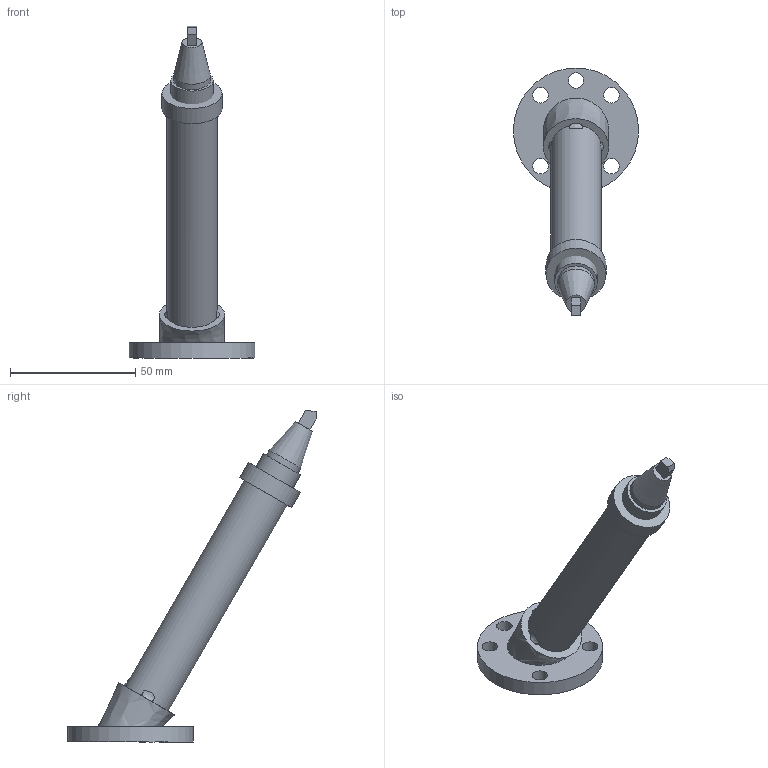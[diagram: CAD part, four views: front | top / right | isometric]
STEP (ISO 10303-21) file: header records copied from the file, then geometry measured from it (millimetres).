
FILE_DESCRIPTION(/* description */ (''),/* implementation_level */ '2;1');
FILE_NAME(/* name */ 'HerramientaMarcador.step',/* time_stamp */ '2023-03-02T21:11:04-05:00',/* author */ (''),/* organization */ (''),/* preprocessor_version */ 'ST-DEVELOPER v19.2',/* originating_system */ 'Autodesk Translation Framework v11.17.0.187',/* authorisation */ '');
FILE_SCHEMA (('AUTOMOTIVE_DESIGN { 1 0 10303 214 3 1 1 }'));
Length unit declared in the file: millimetre
Products named in the file (5): Modelo; Component1; Component2; Component3; marcador
Assembly tree (4 placements, depth 2):
  Modelo
    Component1
    Component2
    Component3
    marcador
Bounding box: 50 x 99.15 x 132.51 mm (x, y, z)
Volume: 48192.4 mm3; surface area: 27247.4 mm2
Topology: 4 solids, 4 shells, 95 faces, 232 edges, 156 vertices
Faces by surface type: plane 56, cylinder 32, bspline 5, torus 1, cone 1
Full cylindrical faces by diameter (mm): 3 x1, 6.2 x5, 14.5 x1, 14.6 x1, 15 x1, 17 x1, 17.2 x1, 20 x2, 24 x1, 50 x1
Entity records: 3394 total; most frequent: CARTESIAN_POINT 895, DIRECTION 518, ORIENTED_EDGE 464, EDGE_CURVE 232, AXIS2_PLACEMENT_3D 197, VERTEX_POINT 156, LINE 124, VECTOR 124
